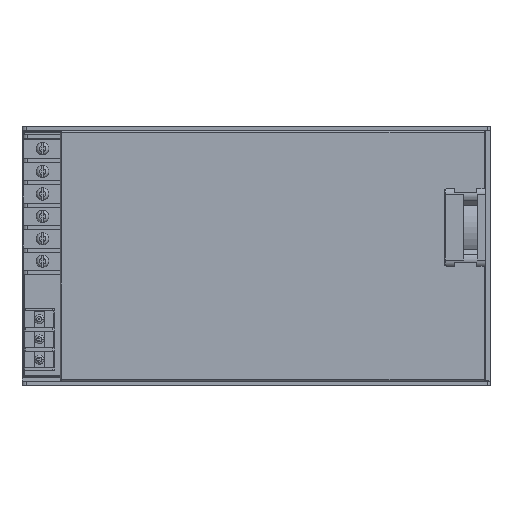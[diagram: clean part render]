
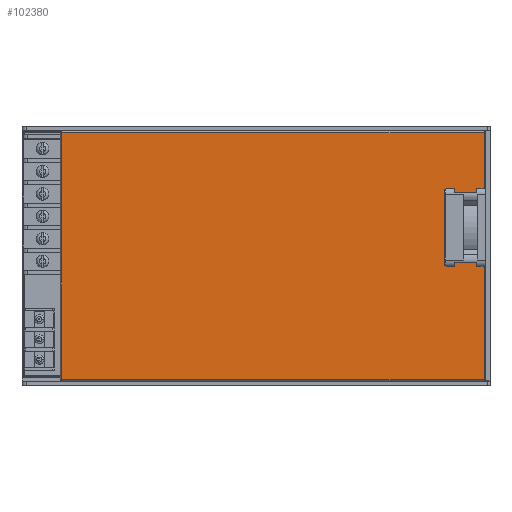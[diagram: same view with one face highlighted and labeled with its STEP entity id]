
A CAD part, top view. The second image highlights one B-rep face of the part: STEP entity #102380.
In plain terms, the highlighted planar face has unit normal (0, 0, 1).
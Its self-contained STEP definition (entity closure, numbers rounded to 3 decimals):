
#71610=CARTESIAN_POINT('',(260.178,43.258,42.));
#71620=VERTEX_POINT('',#71610);
#73510=CARTESIAN_POINT('',(52.567,164.458,42.));
#73520=VERTEX_POINT('',#73510);
#73700=CARTESIAN_POINT('',(245.578,100.858,42.));
#73710=DIRECTION('',(0.,-1.,0.));
#73720=VECTOR('',#73710,1.);
#73730=LINE('',#73700,#73720);
#73740=CARTESIAN_POINT('',(245.578,100.358,42.));
#73750=VERTEX_POINT('',#73740);
#73760=CARTESIAN_POINT('',(245.578,98.858,42.));
#73770=VERTEX_POINT('',#73760);
#73780=EDGE_CURVE('',#73750,#73770,#73730,.T.);
#77860=CARTESIAN_POINT('',(246.078,100.858,42.));
#77870=VERTEX_POINT('',#77860);
#77900=CARTESIAN_POINT('',(246.078,100.358,42.));
#77910=DIRECTION('',(0.,0.,-1.));
#77920=DIRECTION('',(-1.,0.,0.));
#77930=AXIS2_PLACEMENT_3D('',#77900,#77910,#77920);
#77940=CIRCLE('',#77930,0.5);
#77950=EDGE_CURVE('',#73750,#77870,#77940,.T.);
#78880=CARTESIAN_POINT('',(260.178,78.622,42.)
);
#78890=DIRECTION('',(0.,-1.,0.));
#78900=VECTOR('',#78890,1.);
#78910=LINE('',#78880,#78900);
#78920=CARTESIAN_POINT('',(260.178,98.858,42.));
#78930=VERTEX_POINT('',#78920);
#78940=EDGE_CURVE('',#78930,#71620,#78910,.T.);
#80130=CARTESIAN_POINT('',(260.178,164.458,42.));
#80140=VERTEX_POINT('',#80130);
#80580=CARTESIAN_POINT('',(260.178,136.858,42.));
#80590=VERTEX_POINT('',#80580);
#80600=EDGE_CURVE('',#80140,#80590,#78910,.T.);
#81170=CARTESIAN_POINT('',(240.478,78.622,42.)
);
#81180=DIRECTION('',(0.,-1.,0.));
#81190=VECTOR('',#81180,1.);
#81200=LINE('',#81170,#81190);
#81210=CARTESIAN_POINT('',(240.478,135.358,42.));
#81220=VERTEX_POINT('',#81210);
#81230=CARTESIAN_POINT('',(240.478,100.358,42.));
#81240=VERTEX_POINT('',#81230);
#81250=EDGE_CURVE('',#81220,#81240,#81200,.T.);
#84730=CARTESIAN_POINT('',(241.978,98.858,42.));
#84740=VERTEX_POINT('',#84730);
#84770=CARTESIAN_POINT('',(241.978,100.358,42.));
#84780=DIRECTION('',(0.,0.,-1.));
#84790=DIRECTION('',(-1.,0.,0.));
#84800=AXIS2_PLACEMENT_3D('',#84770,#84780,#84790);
#84810=CIRCLE('',#84800,1.5);
#84820=EDGE_CURVE('',#84740,#81240,#84810,.T.);
#85060=CARTESIAN_POINT('',(256.078,100.858,42.));
#85070=VERTEX_POINT('',#85060);
#85100=CARTESIAN_POINT('',(256.578,100.858,42.));
#85110=DIRECTION('',(-1.,0.,0.));
#85120=VECTOR('',#85110,1.);
#85130=LINE('',#85100,#85120);
#85140=EDGE_CURVE('',#85070,#77870,#85130,.T.);
#85380=CARTESIAN_POINT('',(256.578,98.858,42.));
#85390=VERTEX_POINT('',#85380);
#85420=CARTESIAN_POINT('',(256.578,95.015,42.))
;
#85430=DIRECTION('',(0.,1.,0.));
#85440=VECTOR('',#85430,1.);
#85450=LINE('',#85420,#85440);
#85460=CARTESIAN_POINT('',(256.578,100.358,42.));
#85470=VERTEX_POINT('',#85460);
#85480=EDGE_CURVE('',#85390,#85470,#85450,.T.);
#87270=CARTESIAN_POINT('',(256.078,100.358,42.));
#87280=DIRECTION('',(0.,0.,-1.));
#87290=DIRECTION('',(-1.,0.,0.));
#87300=AXIS2_PLACEMENT_3D('',#87270,#87280,#87290);
#87310=CIRCLE('',#87300,0.5);
#87320=EDGE_CURVE('',#85070,#85470,#87310,.T.);
#90830=CARTESIAN_POINT('',(52.567,78.622,42.))
;
#90840=DIRECTION('',(0.,1.,0.));
#90850=VECTOR('',#90840,1.);
#90860=LINE('',#90830,#90850);
#90870=CARTESIAN_POINT('',(52.567,43.258,42.));
#90880=VERTEX_POINT('',#90870);
#90890=EDGE_CURVE('',#90880,#73520,#90860,.T.);
#93710=CARTESIAN_POINT('',(198.313,43.258,42.))
;
#93720=DIRECTION('',(-1.,0.,0.));
#93730=VECTOR('',#93720,1.);
#93740=LINE('',#93710,#93730);
#93750=EDGE_CURVE('',#71620,#90880,#93740,.T.);
#95690=CARTESIAN_POINT('',(256.578,134.858,42.));
#95700=DIRECTION('',(-1.,0.,0.));
#95710=VECTOR('',#95700,1.);
#95720=LINE('',#95690,#95710);
#95730=CARTESIAN_POINT('',(256.078,134.858,42.));
#95740=VERTEX_POINT('',#95730);
#95750=CARTESIAN_POINT('',(246.078,134.858,42.));
#95760=VERTEX_POINT('',#95750);
#95770=EDGE_CURVE('',#95740,#95760,#95720,.T.);
#96010=CARTESIAN_POINT('',(198.313,164.458,42.)
);
#96020=DIRECTION('',(1.,0.,0.));
#96030=VECTOR('',#96020,1.);
#96040=LINE('',#96010,#96030);
#96050=EDGE_CURVE('',#73520,#80140,#96040,.T.);
#96300=CARTESIAN_POINT('',(256.578,136.858,42.));
#96310=VERTEX_POINT('',#96300);
#96340=CARTESIAN_POINT('',(198.313,136.858,42.)
);
#96350=DIRECTION('',(-1.,0.,0.));
#96360=VECTOR('',#96350,1.);
#96370=LINE('',#96340,#96360);
#96380=EDGE_CURVE('',#80590,#96310,#96370,.T.);
#96580=CARTESIAN_POINT('',(198.313,98.858,42.))
;
#96590=DIRECTION('',(1.,0.,0.));
#96600=VECTOR('',#96590,1.);
#96610=LINE('',#96580,#96600);
#96620=EDGE_CURVE('',#85390,#78930,#96610,.T.);
#100480=CARTESIAN_POINT('',(241.978,135.358,42.));
#100490=DIRECTION('',(0.,0.,1.));
#100500=DIRECTION('',(1.,0.,0.));
#100510=AXIS2_PLACEMENT_3D('',#100480,#100490,#100500);
#100520=CIRCLE('',#100510,1.5);
#100530=CARTESIAN_POINT('',(241.978,136.858,42.));
#100540=VERTEX_POINT('',#100530);
#100550=EDGE_CURVE('',#100540,#81220,#100520,.T.);
#101430=EDGE_CURVE('',#84740,#73770,#96610,.T.);
#101530=CARTESIAN_POINT('',(245.578,136.858,42.));
#101540=VERTEX_POINT('',#101530);
#101550=EDGE_CURVE('',#101540,#100540,#96370,.T.);
#101710=CARTESIAN_POINT('',(245.578,134.858,42.));
#101720=DIRECTION('',(0.,1.,0.));
#101730=VECTOR('',#101720,1.);
#101740=LINE('',#101710,#101730);
#101750=CARTESIAN_POINT('',(245.578,135.358,42.));
#101760=VERTEX_POINT('',#101750);
#101770=EDGE_CURVE('',#101760,#101540,#101740,.T.);
#101900=CARTESIAN_POINT('',(262.094,135.639,
42.));
#101910=DIRECTION('',(0.,0.,1.));
#101920=DIRECTION('',(1.,0.,0.));
#101930=AXIS2_PLACEMENT_3D('',#101900,#101910,#101920);
#101940=PLANE('',#101930);
#101950=CARTESIAN_POINT('',(246.078,135.358,42.));
#101960=DIRECTION('',(0.,0.,-1.));
#101970=DIRECTION('',(-1.,0.,0.));
#101980=AXIS2_PLACEMENT_3D('',#101950,#101960,#101970);
#101990=CIRCLE('',#101980,0.5);
#102000=EDGE_CURVE('',#95760,#101760,#101990,.T.);
#102010=ORIENTED_EDGE('',*,*,#102000,.F.);
#102020=ORIENTED_EDGE('',*,*,#101770,.F.);
#102030=ORIENTED_EDGE('',*,*,#101550,.F.);
#102040=ORIENTED_EDGE('',*,*,#100550,.F.);
#102050=ORIENTED_EDGE('',*,*,#81250,.F.);
#102060=ORIENTED_EDGE('',*,*,#84820,.T.);
#102070=ORIENTED_EDGE('',*,*,#101430,.F.);
#102080=ORIENTED_EDGE('',*,*,#73780,.T.);
#102090=ORIENTED_EDGE('',*,*,#77950,.F.);
#102100=ORIENTED_EDGE('',*,*,#85140,.T.);
#102110=ORIENTED_EDGE('',*,*,#87320,.F.);
#102120=ORIENTED_EDGE('',*,*,#85480,.T.);
#102130=ORIENTED_EDGE('',*,*,#96620,.F.);
#102140=ORIENTED_EDGE('',*,*,#78940,.F.);
#102150=ORIENTED_EDGE('',*,*,#93750,.F.);
#102160=ORIENTED_EDGE('',*,*,#90890,.F.);
#102170=ORIENTED_EDGE('',*,*,#96050,.F.);
#102180=ORIENTED_EDGE('',*,*,#80600,.F.);
#102190=ORIENTED_EDGE('',*,*,#96380,.F.);
#102200=CARTESIAN_POINT('',(256.578,138.915,42.
));
#102210=DIRECTION('',(0.,-1.,0.));
#102220=VECTOR('',#102210,1.);
#102230=LINE('',#102200,#102220);
#102240=CARTESIAN_POINT('',(256.578,135.358,42.));
#102250=VERTEX_POINT('',#102240);
#102260=EDGE_CURVE('',#96310,#102250,#102230,.T.);
#102270=ORIENTED_EDGE('',*,*,#102260,.F.);
#102280=CARTESIAN_POINT('',(256.078,135.358,42.));
#102290=DIRECTION('',(0.,0.,-1.));
#102300=DIRECTION('',(-1.,0.,0.));
#102310=AXIS2_PLACEMENT_3D('',#102280,#102290,#102300);
#102320=CIRCLE('',#102310,0.5);
#102330=EDGE_CURVE('',#102250,#95740,#102320,.T.);
#102340=ORIENTED_EDGE('',*,*,#102330,.F.);
#102350=ORIENTED_EDGE('',*,*,#95770,.F.);
#102360=EDGE_LOOP('',(#102350,#102340,#102270,#102190,#102180,#102170,
#102160,#102150,#102140,#102130,#102120,#102110,#102100,#102090,#102080,
#102070,#102060,#102050,#102040,#102030,#102020,#102010));
#102370=FACE_OUTER_BOUND('',#102360,.T.);
#102380=ADVANCED_FACE('',(#102370),#101940,.T.);
